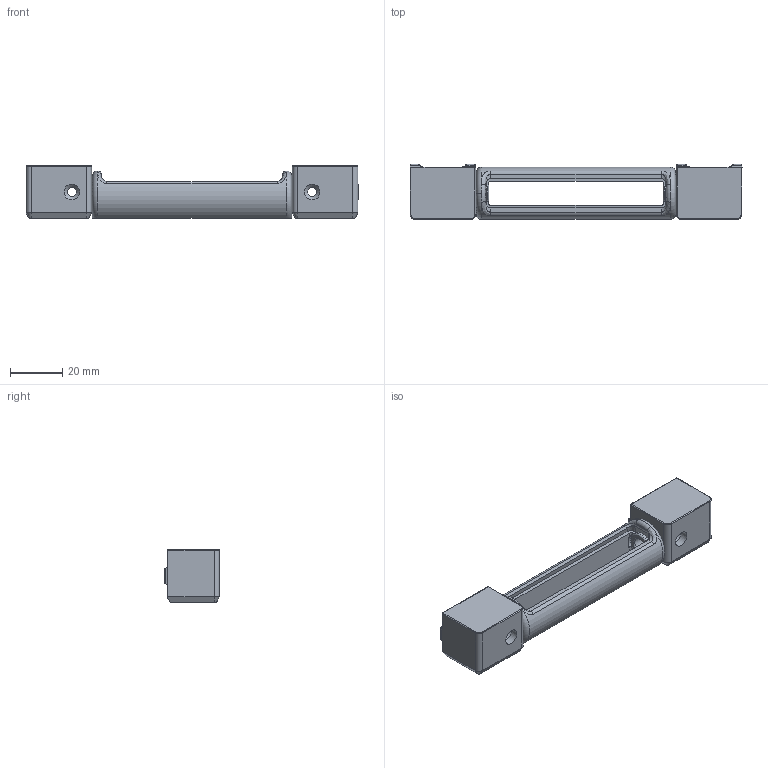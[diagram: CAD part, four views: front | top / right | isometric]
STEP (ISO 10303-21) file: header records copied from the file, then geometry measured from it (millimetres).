
FILE_DESCRIPTION(/* description */ (''),/* implementation_level */ '2;1');
FILE_NAME(/* name */ 'Angry_CAM_Top_Mount v15.step',/* time_stamp */ '2022-05-08T16:34:10+02:00',/* author */ (''),/* organization */ (''),/* preprocessor_version */ 'ST-DEVELOPER v18.1',/* originating_system */ 'Autodesk Translation Framework v10.14.0.1471',/* authorisation */ '');
FILE_SCHEMA (('AUTOMOTIVE_DESIGN { 1 0 10303 214 3 1 1 }'));
Length unit declared in the file: millimetre
Products named in the file (1): Angry_CAM_Top_Mount
Bounding box: 126.6 x 21.02 x 20 mm (x, y, z)
Volume: 27040.4 mm3; surface area: 13612.7 mm2
Topology: 3 solids, 3 shells, 237 faces, 603 edges, 372 vertices
Faces by surface type: plane 82, cylinder 70, torus 31, bspline 28, cone 18, sphere 8
Full cylindrical faces by diameter (mm): 3.5 x2, 6 x6, 10 x2, 10.3 x2
Entity records: 9025 total; most frequent: CARTESIAN_POINT 3351, ORIENTED_EDGE 1206, DIRECTION 1152, EDGE_CURVE 603, AXIS2_PLACEMENT_3D 455, VERTEX_POINT 372, EDGE_LOOP 255, LINE 242
